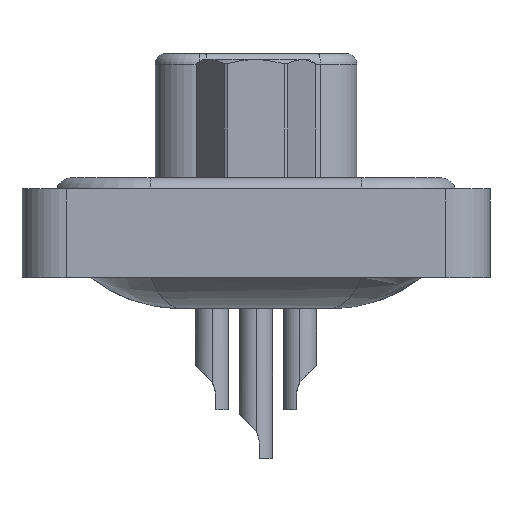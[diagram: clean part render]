
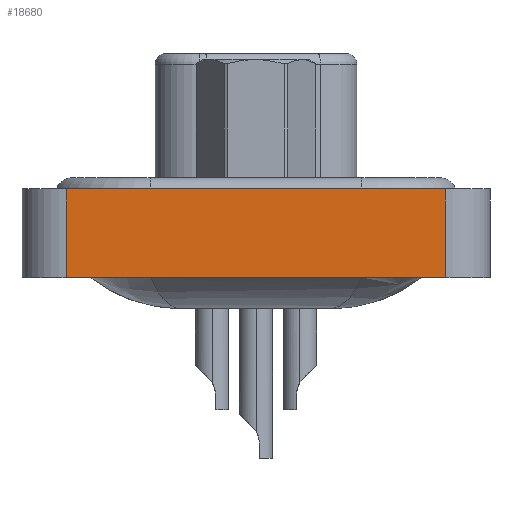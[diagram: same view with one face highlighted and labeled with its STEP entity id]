
A CAD part, left-side view. The second image highlights one B-rep face of the part: STEP entity #18680.
In plain terms, the highlighted planar face has unit normal (-1, 0, 0).
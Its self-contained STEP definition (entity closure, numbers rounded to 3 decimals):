
#320 = LINE ( 'NONE', #13431, #9295 ) ;
#881 = CARTESIAN_POINT ( 'NONE',  ( -7.26, -8.55, -3.6 ) ) ;
#1919 = DIRECTION ( 'NONE',  ( 0., 0., 1. ) ) ;
#2096 = VERTEX_POINT ( 'NONE', #6485 ) ;
#2372 = FACE_OUTER_BOUND ( 'NONE', #20247, .T. ) ;
#2811 = LINE ( 'NONE', #12149, #21338 ) ;
#4290 = EDGE_CURVE ( 'NONE', #8879, #19944, #12339, .T. ) ;
#4426 = DIRECTION ( 'NONE',  ( 0., 0., 1. ) ) ;
#4488 = CARTESIAN_POINT ( 'NONE',  ( -7.26, -8.55, 0.4 ) ) ;
#5990 = VERTEX_POINT ( 'NONE', #16042 ) ;
#6485 = CARTESIAN_POINT ( 'NONE',  ( -7.26, 8.55, -3.6 ) ) ;
#7263 = CARTESIAN_POINT ( 'NONE',  ( -7.26, -8.55, -3.6 ) ) ;
#7359 = VECTOR ( 'NONE', #9804, 1000. ) ;
#8879 = VERTEX_POINT ( 'NONE', #17230 ) ;
#9295 = VECTOR ( 'NONE', #9815, 1000. ) ;
#9804 = DIRECTION ( 'NONE',  ( 0., -1., 0. ) ) ;
#9815 = DIRECTION ( 'NONE',  ( 0., -1., 0. ) ) ;
#10968 = CARTESIAN_POINT ( 'NONE',  ( -7.26, -8.55, 0.4 ) ) ;
#11117 = ORIENTED_EDGE ( 'NONE', *, *, #21594, .F. ) ;
#11781 = VECTOR ( 'NONE', #4426, 1000. ) ;
#12149 = CARTESIAN_POINT ( 'NONE',  ( -7.26, 8.55, -3.6 ) ) ;
#12339 = LINE ( 'NONE', #881, #11781 ) ;
#12656 = DIRECTION ( 'NONE',  ( -1., 0., 0. ) ) ;
#12910 = ORIENTED_EDGE ( 'NONE', *, *, #14898, .T. ) ;
#13431 = CARTESIAN_POINT ( 'NONE',  ( -7.26, -8.55, -3.6 ) ) ;
#13812 = EDGE_CURVE ( 'NONE', #2096, #5990, #2811, .T. ) ;
#14404 = PLANE ( 'NONE',  #21508 ) ;
#14521 = ORIENTED_EDGE ( 'NONE', *, *, #4290, .T. ) ;
#14898 = EDGE_CURVE ( 'NONE', #2096, #8879, #320, .T. ) ;
#16042 = CARTESIAN_POINT ( 'NONE',  ( -7.26, 8.55, 0.4 ) ) ;
#17230 = CARTESIAN_POINT ( 'NONE',  ( -7.26, -8.55, -3.6 ) ) ;
#17503 = ORIENTED_EDGE ( 'NONE', *, *, #13812, .F. ) ;
#18680 = ADVANCED_FACE ( 'NONE', ( #2372 ), #14404, .T. ) ;
#19314 = DIRECTION ( 'NONE',  ( 0., 0., 1. ) ) ;
#19944 = VERTEX_POINT ( 'NONE', #10968 ) ;
#20247 = EDGE_LOOP ( 'NONE', ( #14521, #11117, #17503, #12910 ) ) ;
#21338 = VECTOR ( 'NONE', #19314, 1000. ) ;
#21508 = AXIS2_PLACEMENT_3D ( 'NONE', #7263, #12656, #1919 ) ;
#21594 = EDGE_CURVE ( 'NONE', #5990, #19944, #22242, .T. ) ;
#22242 = LINE ( 'NONE', #4488, #7359 ) ;
